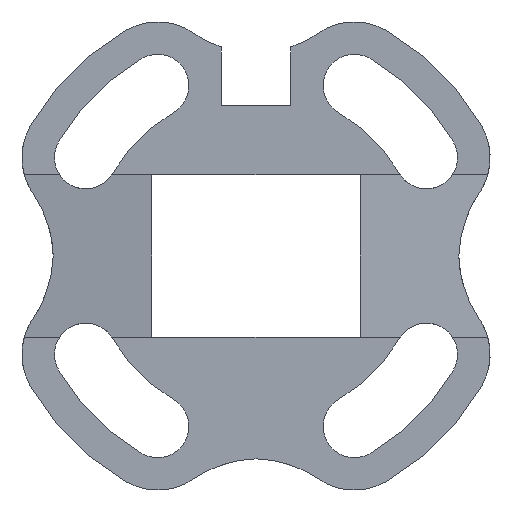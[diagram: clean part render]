
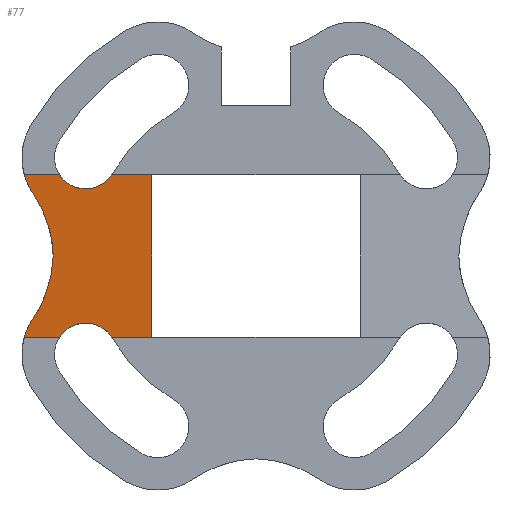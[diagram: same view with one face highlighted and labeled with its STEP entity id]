
A CAD part, front view. The second image highlights one B-rep face of the part: STEP entity #77.
In plain terms, the highlighted planar face has unit normal (-0.139, -0.99, 0).
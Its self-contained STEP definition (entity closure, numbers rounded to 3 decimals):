
#77 = ADVANCED_FACE( '', ( #142 ), #143, .F. );
#142 = FACE_OUTER_BOUND( '', #274, .T. );
#143 = PLANE( '', #275 );
#274 = EDGE_LOOP( '', ( #419, #420, #421, #422, #423, #424, #425, #426, #427, #428, #429 ) );
#275 = AXIS2_PLACEMENT_3D( '', #430, #431, #432 );
#419 = ORIENTED_EDGE( '', *, *, #977, .T. );
#420 = ORIENTED_EDGE( '', *, *, #978, .F. );
#421 = ORIENTED_EDGE( '', *, *, #979, .F. );
#422 = ORIENTED_EDGE( '', *, *, #980, .F. );
#423 = ORIENTED_EDGE( '', *, *, #981, .F. );
#424 = ORIENTED_EDGE( '', *, *, #982, .F. );
#425 = ORIENTED_EDGE( '', *, *, #983, .T. );
#426 = ORIENTED_EDGE( '', *, *, #984, .F. );
#427 = ORIENTED_EDGE( '', *, *, #985, .T. );
#428 = ORIENTED_EDGE( '', *, *, #986, .F. );
#429 = ORIENTED_EDGE( '', *, *, #975, .F. );
#430 = CARTESIAN_POINT( '', ( 3.021, 0., -5.021 ) );
#431 = DIRECTION( '', ( 0.139, 0.99, 0. ) );
#432 = DIRECTION( '', ( -0.99, 0.139, 0. ) );
#975 = EDGE_CURVE( '', #1172, #1174, #1175, .T. );
#977 = EDGE_CURVE( '', #1172, #1177, #1178, .T. );
#978 = EDGE_CURVE( '', #1179, #1177, #1180, .T. );
#979 = EDGE_CURVE( '', #1181, #1179, #1182, .T. );
#980 = EDGE_CURVE( '', #1183, #1181, #1184, .F. );
#981 = EDGE_CURVE( '', #1185, #1183, #1186, .F. );
#982 = EDGE_CURVE( '', #1187, #1185, #1188, .T. );
#983 = EDGE_CURVE( '', #1187, #1189, #1190, .T. );
#984 = EDGE_CURVE( '', #1191, #1189, #1192, .F. );
#985 = EDGE_CURVE( '', #1191, #1193, #1194, .T. );
#986 = EDGE_CURVE( '', #1174, #1193, #1195, .T. );
#1172 = VERTEX_POINT( '', #1488 );
#1174 = VERTEX_POINT( '', #1491 );
#1175 = LINE( '', #1492, #1493 );
#1177 = VERTEX_POINT( '', #1496 );
#1178 = ELLIPSE( '', #1497, 2.727, 2.7 );
#1179 = VERTEX_POINT( '', #1498 );
#1180 = LINE( '', #1499, #1500 );
#1181 = VERTEX_POINT( '', #1501 );
#1182 = ELLIPSE( '', #1502, 5.554, 5.5 );
#1183 = VERTEX_POINT( '', #1503 );
#1184 = ELLIPSE( '', #1504, 10.098, 10. );
#1185 = VERTEX_POINT( '', #1505 );
#1186 = ELLIPSE( '', #1506, 10.098, 10. );
#1187 = VERTEX_POINT( '', #1507 );
#1188 = ELLIPSE( '', #1508, 5.554, 5.5 );
#1189 = VERTEX_POINT( '', #1509 );
#1190 = LINE( '', #1510, #1511 );
#1191 = VERTEX_POINT( '', #1512 );
#1192 = ELLIPSE( '', #1513, 2.727, 2.7 );
#1193 = VERTEX_POINT( '', #1514 );
#1194 = LINE( '', #1515, #1516 );
#1195 = LINE( '', #1517, #1518 );
#1488 = CARTESIAN_POINT( '', ( -0.457, 0.489, -5.021 ) );
#1491 = CARTESIAN_POINT( '', ( 3.021, 0., -5.021 ) );
#1492 = CARTESIAN_POINT( '', ( 3.021, 0., -5.021 ) );
#1493 = VECTOR( '', #1928, 1000. );
#1496 = CARTESIAN_POINT( '', ( -4.947, 1.12, -5.021 ) );
#1497 = AXIS2_PLACEMENT_3D( '', #1930, #1931, #1932 );
#1498 = CARTESIAN_POINT( '', ( -7.993, 1.548, -5.021 ) );
#1499 = CARTESIAN_POINT( '', ( 3.021, 0., -5.021 ) );
#1500 = VECTOR( '', #1933, 1000. );
#1501 = CARTESIAN_POINT( '', ( -7.243, 1.442, -6.623 ) );
#1502 = AXIS2_PLACEMENT_3D( '', #1934, #1935, #1936 );
#1503 = CARTESIAN_POINT( '', ( -5.503, 1.198, -12.021 ) );
#1504 = AXIS2_PLACEMENT_3D( '', #1937, #1938, #1939 );
#1505 = CARTESIAN_POINT( '', ( -7.243, 1.442, -17.418 ) );
#1506 = AXIS2_PLACEMENT_3D( '', #1940, #1941, #1942 );
#1507 = CARTESIAN_POINT( '', ( -7.993, 1.548, -19.021 ) );
#1508 = AXIS2_PLACEMENT_3D( '', #1943, #1944, #1945 );
#1509 = CARTESIAN_POINT( '', ( -4.947, 1.12, -19.021 ) );
#1510 = CARTESIAN_POINT( '', ( 3.021, 0., -19.021 ) );
#1511 = VECTOR( '', #1946, 1000. );
#1512 = CARTESIAN_POINT( '', ( -0.457, 0.489, -19.021 ) );
#1513 = AXIS2_PLACEMENT_3D( '', #1947, #1948, #1949 );
#1514 = CARTESIAN_POINT( '', ( 3.021, 0., -19.021 ) );
#1515 = CARTESIAN_POINT( '', ( 3.021, 0., -19.021 ) );
#1516 = VECTOR( '', #1950, 1000. );
#1517 = CARTESIAN_POINT( '', ( 3.021, 0., -5.021 ) );
#1518 = VECTOR( '', #1951, 1000. );
#1928 = DIRECTION( '', ( 0.99, -0.139, 0. ) );
#1930 = CARTESIAN_POINT( '', ( -2.702, 0.804, -3.521 ) );
#1931 = DIRECTION( '', ( 0.139, 0.99, 0. ) );
#1932 = DIRECTION( '', ( 0.99, -0.139, 0. ) );
#1933 = DIRECTION( '', ( 0.99, -0.139, 0. ) );
#1934 = CARTESIAN_POINT( '', ( -2.702, 0.804, -3.521 ) );
#1935 = DIRECTION( '', ( 0.139, 0.99, 0. ) );
#1936 = DIRECTION( '', ( 0.99, -0.139, 0. ) );
#1937 = CARTESIAN_POINT( '', ( -15.5, 2.603, -12.264 ) );
#1938 = DIRECTION( '', ( 0.139, 0.99, 0. ) );
#1939 = DIRECTION( '', ( 0.99, -0.139, 0. ) );
#1940 = CARTESIAN_POINT( '', ( -15.5, 2.603, -11.777 ) );
#1941 = DIRECTION( '', ( 0.139, 0.99, 0. ) );
#1942 = DIRECTION( '', ( 0.99, -0.139, 0. ) );
#1943 = CARTESIAN_POINT( '', ( -2.702, 0.804, -20.521 ) );
#1944 = DIRECTION( '', ( 0.139, 0.99, 0. ) );
#1945 = DIRECTION( '', ( 0.99, -0.139, 0. ) );
#1946 = DIRECTION( '', ( 0.99, -0.139, 0. ) );
#1947 = CARTESIAN_POINT( '', ( -2.702, 0.804, -20.521 ) );
#1948 = DIRECTION( '', ( 0.139, 0.99, 0. ) );
#1949 = DIRECTION( '', ( 0.99, -0.139, 0. ) );
#1950 = DIRECTION( '', ( 0.99, -0.139, 0. ) );
#1951 = DIRECTION( '', ( 0., 0., -1. ) );
